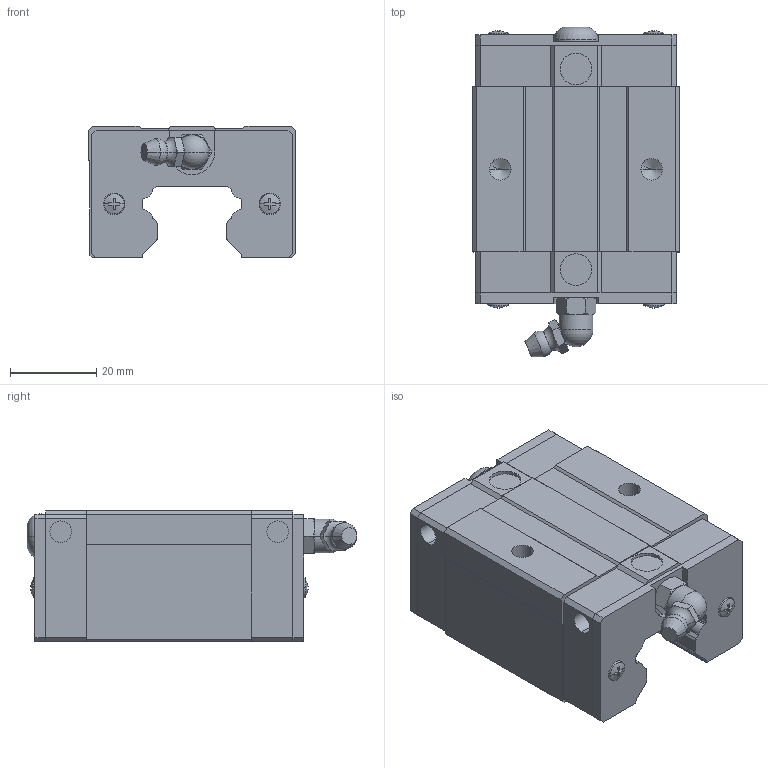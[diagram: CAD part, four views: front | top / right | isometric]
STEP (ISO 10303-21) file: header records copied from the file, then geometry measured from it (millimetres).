
FILE_DESCRIPTION(('STEP AP214'),'1');
FILE_NAME('cctmp_265273DF-A835-4793-8016-E8E57CD06362_2020_4_23_13_56_19_585..stp','2020-04-23T11:56:19',('HIWIN GmbH'),('CADClick - www.CADClick.com'),'Spatial InterOp 3D',' ','unknown authorization');
FILE_SCHEMA(('AUTOMOTIVE_DESIGN'));
Length unit declared in the file: millimetre
Products named in the file (1): HGL25SAZ0H_FILE
Bounding box: 48 x 76.31 x 30.5 mm (x, y, z)
Volume: 68148 mm3; surface area: 15564.3 mm2
Topology: 1 solids, 4 shells, 335 faces, 886 edges, 572 vertices
Faces by surface type: plane 203, cylinder 70, cone 42, torus 18, sphere 2
Entity records: 13190 total; most frequent: CARTESIAN_POINT 2324, ORIENTED_EDGE 1760, DIRECTION 1654, EDGE_CURVE 880, VERTEX_POINT 572, AXIS2_PLACEMENT_3D 554, LINE 546, VECTOR 546
